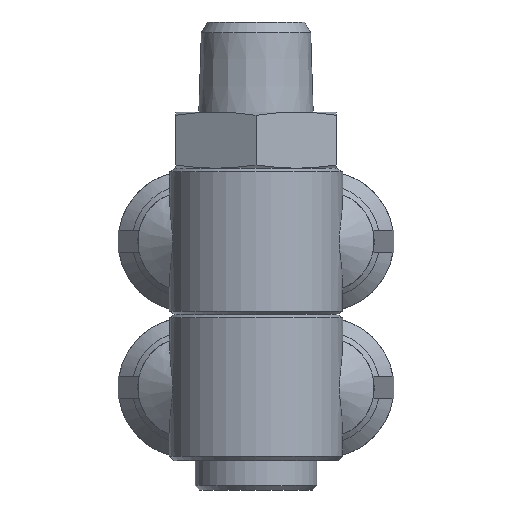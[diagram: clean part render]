
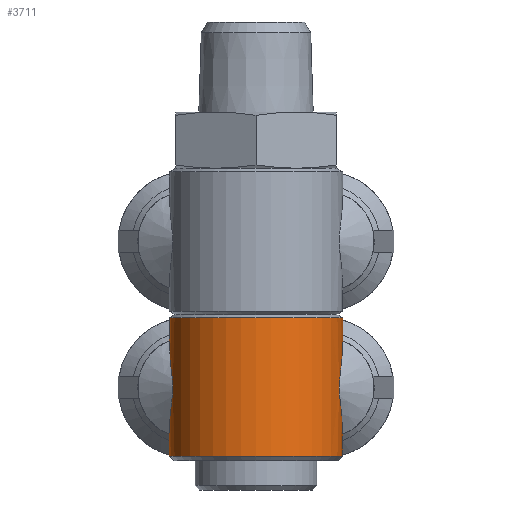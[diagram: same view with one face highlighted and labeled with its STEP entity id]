
A CAD part, front view. The second image highlights one B-rep face of the part: STEP entity #3711.
In plain terms, the highlighted cylindrical face has radius 7.7 mm (diameter 15.4 mm), a full revolution.
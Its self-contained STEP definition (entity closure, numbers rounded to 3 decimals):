
#321=B_SPLINE_CURVE_WITH_KNOTS('',3,(#5113,#5114,#5115,#5116,#5117,#5118,
#5119,#5120),.UNSPECIFIED.,.F.,.F.,(4,1,1,1,1,4),(0.,0.003,
0.006,0.008,0.009,0.012),
 .UNSPECIFIED.);
#322=B_SPLINE_CURVE_WITH_KNOTS('',3,(#5122,#5123,#5124,#5125,#5126,#5127,
#5128,#5129,#5130,#5131,#5132,#5133,#5134),.UNSPECIFIED.,.F.,.F.,(4,1,1,
1,1,1,1,1,1,1,4),(0.001,0.002,0.003,
0.004,0.005,0.005,0.006,
0.007,0.008,0.009,0.01),
 .UNSPECIFIED.);
#323=B_SPLINE_CURVE_WITH_KNOTS('',3,(#5136,#5137,#5138,#5139,#5140,#5141,
#5142,#5143,#5144),.UNSPECIFIED.,.F.,.F.,(4,1,1,1,1,1,4),(0.014,
0.016,0.017,0.019,0.02,
0.023,0.026),.UNSPECIFIED.);
#324=B_SPLINE_CURVE_WITH_KNOTS('',3,(#5148,#5149,#5150,#5151,#5152,#5153,
#5154,#5155),.UNSPECIFIED.,.F.,.F.,(4,1,1,1,1,4),(0.047,0.05,
0.053,0.054,0.056,0.059),
 .UNSPECIFIED.);
#325=B_SPLINE_CURVE_WITH_KNOTS('',3,(#5157,#5158,#5159,#5160,#5161,#5162,
#5163,#5164,#5165,#5166,#5167,#5168,#5169),.UNSPECIFIED.,.F.,.F.,(4,1,1,
1,1,1,1,1,1,1,4),(0.001,0.002,0.003,
0.004,0.005,0.005,0.006,
0.007,0.008,0.009,0.01),
 .UNSPECIFIED.);
#326=B_SPLINE_CURVE_WITH_KNOTS('',3,(#5171,#5172,#5173,#5174,#5175,#5176,
#5177,#5178),.UNSPECIFIED.,.F.,.F.,(4,1,1,1,1,4),(0.009,0.012,
0.013,0.015,0.018,0.021),
 .UNSPECIFIED.);
#418=CIRCLE('',#3926,7.7);
#419=CIRCLE('',#3927,7.7);
#420=CIRCLE('',#3928,7.7);
#421=CIRCLE('',#3929,7.7);
#592=ORIENTED_EDGE('',*,*,#1280,.F.);
#593=ORIENTED_EDGE('',*,*,#1281,.F.);
#594=ORIENTED_EDGE('',*,*,#1282,.F.);
#595=ORIENTED_EDGE('',*,*,#1283,.F.);
#596=ORIENTED_EDGE('',*,*,#1284,.F.);
#597=ORIENTED_EDGE('',*,*,#1285,.F.);
#598=ORIENTED_EDGE('',*,*,#1286,.F.);
#599=ORIENTED_EDGE('',*,*,#1287,.F.);
#600=ORIENTED_EDGE('',*,*,#1288,.F.);
#601=ORIENTED_EDGE('',*,*,#1289,.T.);
#1280=EDGE_CURVE('',#1622,#1622,#418,.T.);
#1281=EDGE_CURVE('',#1623,#1624,#419,.T.);
#1282=EDGE_CURVE('',#1625,#1623,#321,.T.);
#1283=EDGE_CURVE('',#1626,#1625,#322,.T.);
#1284=EDGE_CURVE('',#1627,#1626,#323,.T.);
#1285=EDGE_CURVE('',#1628,#1627,#420,.T.);
#1286=EDGE_CURVE('',#1629,#1628,#324,.T.);
#1287=EDGE_CURVE('',#1630,#1629,#325,.T.);
#1288=EDGE_CURVE('',#1624,#1630,#326,.T.);
#1289=EDGE_CURVE('',#1631,#1631,#421,.T.);
#1622=VERTEX_POINT('',#5109);
#1623=VERTEX_POINT('',#5111);
#1624=VERTEX_POINT('',#5112);
#1625=VERTEX_POINT('',#5121);
#1626=VERTEX_POINT('',#5135);
#1627=VERTEX_POINT('',#5145);
#1628=VERTEX_POINT('',#5147);
#1629=VERTEX_POINT('',#5156);
#1630=VERTEX_POINT('',#5170);
#1631=VERTEX_POINT('',#5180);
#1863=EDGE_LOOP('',(#592));
#1864=EDGE_LOOP('',(#593,#594,#595,#596,#597,#598,#599,#600));
#1865=EDGE_LOOP('',(#601));
#2125=FACE_BOUND('',#1863,.T.);
#2126=FACE_BOUND('',#1864,.T.);
#2127=FACE_BOUND('',#1865,.T.);
#2381=CYLINDRICAL_SURFACE('',#3925,7.7);
#3711=ADVANCED_FACE('',(#2125,#2126,#2127),#2381,.T.);
#3925=AXIS2_PLACEMENT_3D('',#5107,#4320,#4321);
#3926=AXIS2_PLACEMENT_3D('',#5108,#4322,#4323);
#3927=AXIS2_PLACEMENT_3D('',#5110,#4324,#4325);
#3928=AXIS2_PLACEMENT_3D('',#5146,#4326,#4327);
#3929=AXIS2_PLACEMENT_3D('',#5179,#4328,#4329);
#4320=DIRECTION('',(0.,0.,-1.));
#4321=DIRECTION('',(-1.,0.,0.));
#4322=DIRECTION('',(0.,0.,-1.));
#4323=DIRECTION('',(-1.,0.,0.));
#4324=DIRECTION('',(0.,0.,-1.));
#4325=DIRECTION('',(-1.,0.,0.));
#4326=DIRECTION('',(0.,0.,1.));
#4327=DIRECTION('',(1.,0.,0.));
#4328=DIRECTION('',(0.,0.,-1.));
#4329=DIRECTION('',(-1.,0.,0.));
#5107=CARTESIAN_POINT('',(0.,0.,-33.6));
#5108=CARTESIAN_POINT('',(0.,0.,-30.6));
#5109=CARTESIAN_POINT('',(-7.7,0.,-30.6));
#5110=CARTESIAN_POINT('',(0.,0.,-23.5));
#5111=CARTESIAN_POINT('',(-1.613,7.529,-23.5));
#5112=CARTESIAN_POINT('',(1.613,7.529,-23.5));
#5113=CARTESIAN_POINT('',(-7.7,0.,-20.333));
#5114=CARTESIAN_POINT('',(-7.7,1.015,-20.333));
#5115=CARTESIAN_POINT('',(-7.301,3.009,-20.142));
#5116=CARTESIAN_POINT('',(-5.885,5.144,-19.896));
#5117=CARTESIAN_POINT('',(-4.329,6.425,-20.255));
#5118=CARTESIAN_POINT('',(-2.71,7.294,-21.171));
#5119=CARTESIAN_POINT('',(-1.836,7.481,-22.518));
#5120=CARTESIAN_POINT('',(-1.613,7.529,-23.5));
#5121=CARTESIAN_POINT('',(-7.7,0.,-20.333));
#5122=CARTESIAN_POINT('',(-7.7,0.,-28.667));
#5123=CARTESIAN_POINT('',(-7.7,-0.216,-28.334));
#5124=CARTESIAN_POINT('',(-7.682,-0.646,-27.667));
#5125=CARTESIAN_POINT('',(-7.602,-1.277,-26.661));
#5126=CARTESIAN_POINT('',(-7.496,-1.778,-25.809));
#5127=CARTESIAN_POINT('',(-7.409,-2.1,-25.092));
#5128=CARTESIAN_POINT('',(-7.372,-2.222,-24.5));
#5129=CARTESIAN_POINT('',(-7.409,-2.1,-23.907));
#5130=CARTESIAN_POINT('',(-7.497,-1.775,-23.186));
#5131=CARTESIAN_POINT('',(-7.602,-1.276,-22.336));
#5132=CARTESIAN_POINT('',(-7.682,-0.646,-21.333));
#5133=CARTESIAN_POINT('',(-7.7,-0.216,-20.666));
#5134=CARTESIAN_POINT('',(-7.7,0.,-20.333));
#5135=CARTESIAN_POINT('',(-7.7,0.,-28.667));
#5136=CARTESIAN_POINT('',(-1.613,7.529,-25.5));
#5137=CARTESIAN_POINT('',(-1.725,7.505,-25.995));
#5138=CARTESIAN_POINT('',(-2.116,7.419,-26.935));
#5139=CARTESIAN_POINT('',(-3.118,7.077,-28.057));
#5140=CARTESIAN_POINT('',(-4.331,6.423,-28.746));
#5141=CARTESIAN_POINT('',(-5.891,5.139,-29.104));
#5142=CARTESIAN_POINT('',(-7.305,3.004,-28.856));
#5143=CARTESIAN_POINT('',(-7.7,1.002,-28.667));
#5144=CARTESIAN_POINT('',(-7.7,0.,-28.667));
#5145=CARTESIAN_POINT('',(-1.613,7.529,-25.5));
#5146=CARTESIAN_POINT('',(0.,0.,-25.5));
#5147=CARTESIAN_POINT('',(1.613,7.529,-25.5));
#5148=CARTESIAN_POINT('',(7.7,0.,-28.667));
#5149=CARTESIAN_POINT('',(7.7,1.012,-28.667));
#5150=CARTESIAN_POINT('',(7.304,3.005,-28.857));
#5151=CARTESIAN_POINT('',(5.881,5.149,-29.104));
#5152=CARTESIAN_POINT('',(4.327,6.425,-28.744));
#5153=CARTESIAN_POINT('',(2.708,7.295,-27.827));
#5154=CARTESIAN_POINT('',(1.836,7.481,-26.479));
#5155=CARTESIAN_POINT('',(1.613,7.529,-25.5));
#5156=CARTESIAN_POINT('',(7.7,0.,-28.667));
#5157=CARTESIAN_POINT('',(7.7,0.,-20.333));
#5158=CARTESIAN_POINT('',(7.7,-0.216,-20.666));
#5159=CARTESIAN_POINT('',(7.682,-0.646,-21.333));
#5160=CARTESIAN_POINT('',(7.602,-1.277,-22.339));
#5161=CARTESIAN_POINT('',(7.496,-1.778,-23.191));
#5162=CARTESIAN_POINT('',(7.409,-2.1,-23.908));
#5163=CARTESIAN_POINT('',(7.372,-2.222,-24.5));
#5164=CARTESIAN_POINT('',(7.409,-2.1,-25.093));
#5165=CARTESIAN_POINT('',(7.497,-1.775,-25.814));
#5166=CARTESIAN_POINT('',(7.602,-1.276,-26.664));
#5167=CARTESIAN_POINT('',(7.682,-0.646,-27.667));
#5168=CARTESIAN_POINT('',(7.7,-0.216,-28.334));
#5169=CARTESIAN_POINT('',(7.7,0.,-28.667));
#5170=CARTESIAN_POINT('',(7.7,0.,-20.333));
#5171=CARTESIAN_POINT('',(1.613,7.529,-23.5));
#5172=CARTESIAN_POINT('',(1.837,7.481,-22.514));
#5173=CARTESIAN_POINT('',(2.707,7.295,-21.174));
#5174=CARTESIAN_POINT('',(4.33,6.424,-20.255));
#5175=CARTESIAN_POINT('',(5.888,5.141,-19.896));
#5176=CARTESIAN_POINT('',(7.305,3.004,-20.144));
#5177=CARTESIAN_POINT('',(7.7,1.001,-20.333));
#5178=CARTESIAN_POINT('',(7.7,0.,-20.333));
#5179=CARTESIAN_POINT('',(0.,0.,-18.289));
#5180=CARTESIAN_POINT('',(-7.7,0.,-18.289));
